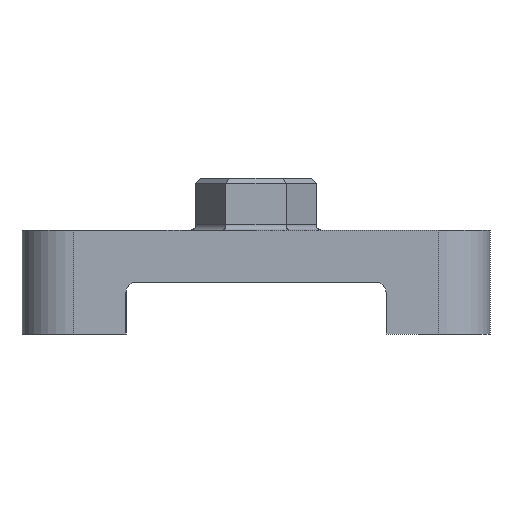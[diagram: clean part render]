
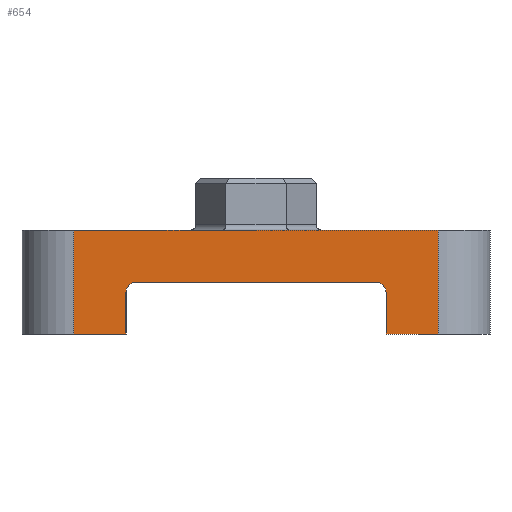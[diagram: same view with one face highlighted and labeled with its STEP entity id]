
A CAD part, left-side view. The second image highlights one B-rep face of the part: STEP entity #654.
In plain terms, the highlighted planar face has unit normal (-1, 0, 0).
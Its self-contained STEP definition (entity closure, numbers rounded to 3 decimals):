
#325=CARTESIAN_POINT('Vertex',(-400.,-115.,-50.)) ;
#328=CARTESIAN_POINT('Line Origine',(-400.,0.,-50.)) ;
#332=CARTESIAN_POINT('Vertex',(-400.,115.,-50.)) ;
#555=CARTESIAN_POINT('Vertex',(-400.,175.,-100.)) ;
#558=CARTESIAN_POINT('Line Origine',(-400.,175.,-50.)) ;
#562=CARTESIAN_POINT('Vertex',(-400.,175.,0.)) ;
#584=CARTESIAN_POINT('Axis2P3D Location',(-400.,175.,0.)) ;
#590=CARTESIAN_POINT('Axis2P3D Location',(-400.,-115.,-60.)) ;
#594=CARTESIAN_POINT('Vertex',(-400.,-125.,-60.)) ;
#597=CARTESIAN_POINT('Line Origine',(-400.,-125.,-80.)) ;
#601=CARTESIAN_POINT('Vertex',(-400.,-125.,-100.)) ;
#604=CARTESIAN_POINT('Line Origine',(-400.,-150.,-100.)) ;
#608=CARTESIAN_POINT('Vertex',(-400.,-175.,-100.)) ;
#611=CARTESIAN_POINT('Line Origine',(-400.,-175.,-50.)) ;
#615=CARTESIAN_POINT('Vertex',(-400.,-175.,0.)) ;
#618=CARTESIAN_POINT('Line Origine',(-400.,0.,0.)) ;
#623=CARTESIAN_POINT('Line Origine',(-400.,150.,-100.)) ;
#627=CARTESIAN_POINT('Vertex',(-400.,125.,-100.)) ;
#630=CARTESIAN_POINT('Line Origine',(-400.,125.,-80.)) ;
#634=CARTESIAN_POINT('Vertex',(-400.,125.,-60.)) ;
#637=CARTESIAN_POINT('Axis2P3D Location',(-400.,115.,-60.)) ;
#330=VECTOR('Line Direction',#329,1.) ;
#560=VECTOR('Line Direction',#559,1.) ;
#599=VECTOR('Line Direction',#598,1.) ;
#606=VECTOR('Line Direction',#605,1.) ;
#613=VECTOR('Line Direction',#612,1.) ;
#620=VECTOR('Line Direction',#619,1.) ;
#625=VECTOR('Line Direction',#624,1.) ;
#632=VECTOR('Line Direction',#631,1.) ;
#329=DIRECTION('Vector Direction',(0.,-1.,0.)) ;
#559=DIRECTION('Vector Direction',(0.,0.,1.)) ;
#585=DIRECTION('Axis2P3D Direction',(1.,0.,0.)) ;
#586=DIRECTION('Axis2P3D XDirection',(0.,-1.,0.)) ;
#591=DIRECTION('Axis2P3D Direction',(1.,0.,0.)) ;
#598=DIRECTION('Vector Direction',(0.,0.,1.)) ;
#605=DIRECTION('Vector Direction',(0.,-1.,0.)) ;
#612=DIRECTION('Vector Direction',(0.,0.,-1.)) ;
#619=DIRECTION('Vector Direction',(0.,-1.,0.)) ;
#624=DIRECTION('Vector Direction',(0.,-1.,0.)) ;
#631=DIRECTION('Vector Direction',(0.,0.,1.)) ;
#638=DIRECTION('Axis2P3D Direction',(1.,0.,0.)) ;
#587=AXIS2_PLACEMENT_3D('Plane Axis2P3D',#584,#585,#586) ;
#592=AXIS2_PLACEMENT_3D('Circle Axis2P3D',#590,#591,$) ;
#639=AXIS2_PLACEMENT_3D('Circle Axis2P3D',#637,#638,$) ;
#331=LINE('Line',#328,#330) ;
#561=LINE('Line',#558,#560) ;
#600=LINE('Line',#597,#599) ;
#607=LINE('Line',#604,#606) ;
#614=LINE('Line',#611,#613) ;
#621=LINE('Line',#618,#620) ;
#626=LINE('Line',#623,#625) ;
#633=LINE('Line',#630,#632) ;
#593=CIRCLE('generated circle',#592,10.) ;
#640=CIRCLE('generated circle',#639,10.) ;
#588=PLANE('',#587) ;
#334=EDGE_CURVE('',#333,#326,#331,.T.) ;
#564=EDGE_CURVE('',#563,#556,#561,.F.) ;
#596=EDGE_CURVE('',#326,#595,#593,.T.) ;
#603=EDGE_CURVE('',#602,#595,#600,.T.) ;
#610=EDGE_CURVE('',#602,#609,#607,.T.) ;
#617=EDGE_CURVE('',#616,#609,#614,.T.) ;
#622=EDGE_CURVE('',#563,#616,#621,.T.) ;
#629=EDGE_CURVE('',#556,#628,#626,.T.) ;
#636=EDGE_CURVE('',#628,#635,#633,.T.) ;
#641=EDGE_CURVE('',#635,#333,#640,.T.) ;
#643=ORIENTED_EDGE('',*,*,#334,.T.) ;
#644=ORIENTED_EDGE('',*,*,#596,.T.) ;
#645=ORIENTED_EDGE('',*,*,#603,.F.) ;
#646=ORIENTED_EDGE('',*,*,#610,.T.) ;
#647=ORIENTED_EDGE('',*,*,#617,.F.) ;
#648=ORIENTED_EDGE('',*,*,#622,.F.) ;
#649=ORIENTED_EDGE('',*,*,#564,.T.) ;
#650=ORIENTED_EDGE('',*,*,#629,.T.) ;
#651=ORIENTED_EDGE('',*,*,#636,.T.) ;
#652=ORIENTED_EDGE('',*,*,#641,.T.) ;
#642=EDGE_LOOP('',(#643,#644,#645,#646,#647,#648,#649,#650,#651,#652)) ;
#326=VERTEX_POINT('',#325) ;
#333=VERTEX_POINT('',#332) ;
#556=VERTEX_POINT('',#555) ;
#563=VERTEX_POINT('',#562) ;
#595=VERTEX_POINT('',#594) ;
#602=VERTEX_POINT('',#601) ;
#609=VERTEX_POINT('',#608) ;
#616=VERTEX_POINT('',#615) ;
#628=VERTEX_POINT('',#627) ;
#635=VERTEX_POINT('',#634) ;
#654=ADVANCED_FACE('PartBody',(#653),#588,.F.) ;
#653=FACE_OUTER_BOUND('',#642,.T.) ;
